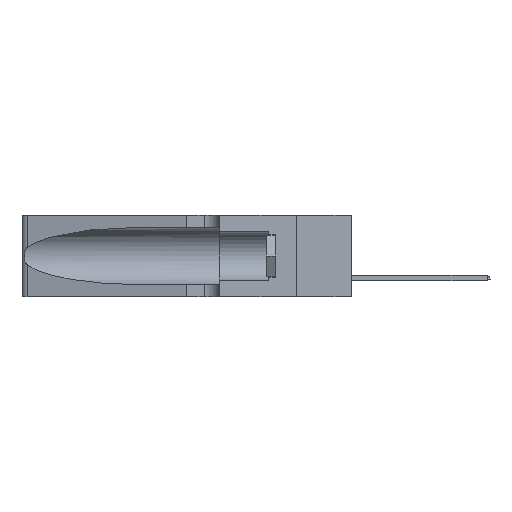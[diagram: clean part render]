
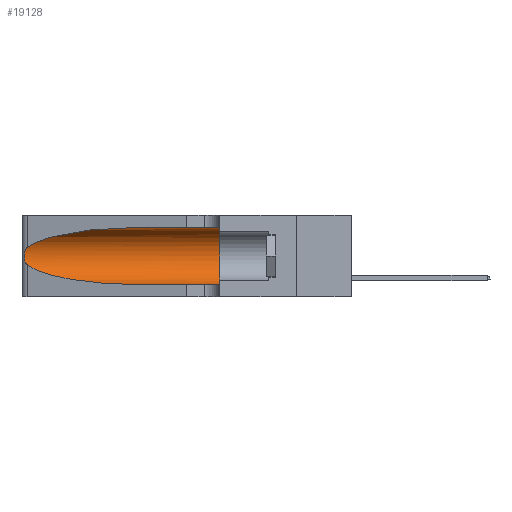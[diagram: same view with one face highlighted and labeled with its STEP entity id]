
A CAD part, left-side view. The second image highlights one B-rep face of the part: STEP entity #19128.
In plain terms, the highlighted cylindrical face has radius 3.308 mm (diameter 6.617 mm), a partial arc.
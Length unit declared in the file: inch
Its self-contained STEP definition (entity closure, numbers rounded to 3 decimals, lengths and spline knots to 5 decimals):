
#882 = CARTESIAN_POINT ( 'NONE',  ( 0.26075, 1.23896, 0.178 ) ) ;
#1824 = CARTESIAN_POINT ( 'NONE',  ( 0.25487, 1.22718, 0.22369 ) ) ;
#1838 = EDGE_CURVE ( 'NONE', #13806, #3373, #4079, .T. ) ;
#2067 = CARTESIAN_POINT ( 'NONE',  ( 0.1305, 0.72297, 0.31525 ) ) ;
#3012 = CARTESIAN_POINT ( 'NONE',  ( 0.25487, 1.22718, 0.22369 ) ) ;
#3102 = CARTESIAN_POINT ( 'NONE',  ( 0.25555, 1.22994, 0.2215 ) ) ;
#3351 = DIRECTION ( 'NONE',  ( 0., -1., 0. ) ) ;
#3373 = VERTEX_POINT ( 'NONE', #20245 ) ;
#3986 = CARTESIAN_POINT ( 'NONE',  ( 0.18966, 0.96281, 0.31525 ) ) ;
#4079 = LINE ( 'NONE', #20723, #4981 ) ;
#4557 = EDGE_CURVE ( 'NONE', #21212, #3373, #21323, .T. ) ;
#4755 = CARTESIAN_POINT ( 'NONE',  ( 0.1305, 0.35, 0.31525 ) ) ;
#4954 = CARTESIAN_POINT ( 'NONE',  ( 0.25854, 1.2359, 0.20912 ) ) ;
#4981 = VECTOR ( 'NONE', #3351, 39.37008 ) ;
#5047 = CARTESIAN_POINT ( 'NONE',  ( 0.25789, 1.23486, 0.15765 ) ) ;
#5056 = EDGE_CURVE ( 'NONE', #15664, #13806, #13287, .T. ) ;
#5568 = CARTESIAN_POINT ( 'NONE',  ( 0.2373, 1.15595, 0.08982 ) ) ;
#6607 = CARTESIAN_POINT ( 'NONE',  ( 0.1305, 1.61858, 0.31525 ) ) ;
#6785 = ORIENTED_EDGE ( 'NONE', *, *, #4557, .F. ) ;
#7833 = ORIENTED_EDGE ( 'NONE', *, *, #5056, .T. ) ;
#8472 = FACE_OUTER_BOUND ( 'NONE', #13497, .T. ) ;
#8654 = CARTESIAN_POINT ( 'NONE',  ( 0.26075, 1.23896, 0.19203 ) ) ;
#8745 = CARTESIAN_POINT ( 'NONE',  ( 0.25856, 1.23593, 0.16098 ) ) ;
#9436 = CARTESIAN_POINT ( 'NONE',  ( 0.25487, 1.22718, 0.14631 ) ) ;
#10573 = ORIENTED_EDGE ( 'NONE', *, *, #21010, .T. ) ;
#10933 = LINE ( 'NONE', #6607, #23703 ) ;
#11484 = AXIS2_PLACEMENT_3D ( 'NONE', #15635, #25127, #11725 ) ;
#11564 = VERTEX_POINT ( 'NONE', #18852 ) ;
#11725 = DIRECTION ( 'NONE',  ( 0., 0., 1. ) ) ;
#11836 = AXIS2_PLACEMENT_3D ( 'NONE', #23668, #11990, #23413 ) ;
#11990 = DIRECTION ( 'NONE',  ( 0., -1., 0. ) ) ;
#12449 = CARTESIAN_POINT ( 'NONE',  ( 0.26018, 1.23835, 0.19895 ) ) ;
#12668 = CARTESIAN_POINT ( 'NONE',  ( 0.25487, 1.22718, 0.22369 ) ) ;
#13287 =( BOUNDED_CURVE ( )  B_SPLINE_CURVE ( 3, ( #15101, #5568, #23034, #19101 ),
 .UNSPECIFIED., .F., .T. ) 
 B_SPLINE_CURVE_WITH_KNOTS ( ( 4, 4 ),
 ( 3.44316, 4.71239 ),
 .UNSPECIFIED. ) 
 CURVE ( )  GEOMETRIC_REPRESENTATION_ITEM ( )  RATIONAL_B_SPLINE_CURVE ( ( 1., 0.87, 0.87, 1. ) ) 
 REPRESENTATION_ITEM ( '' )  );
#13497 = EDGE_LOOP ( 'NONE', ( #25010, #10573, #7833, #23043, #6785, #14485 ) ) ;
#13631 = EDGE_CURVE ( 'NONE', #11564, #21212, #10933, .T. ) ;
#13806 = VERTEX_POINT ( 'NONE', #24734 ) ;
#14367 = B_SPLINE_CURVE_WITH_KNOTS ( 'NONE', 3,
 ( #3012, #3102, #20560, #20646, #4954, #12449, #8654, #882, #16618, #8745, #5047, #16707, #22506, #22235 ),
 .UNSPECIFIED., .F., .F.,
 ( 4, 2, 2, 2, 2, 2, 4 ),
 ( 0., 0.00027, 0.00053, 0.00107, 0.0016, 0.00187, 0.00214 ),
 .UNSPECIFIED. ) ;
#14485 = ORIENTED_EDGE ( 'NONE', *, *, #13631, .F. ) ;
#15101 = CARTESIAN_POINT ( 'NONE',  ( 0.25487, 1.22718, 0.14631 ) ) ;
#15635 = CARTESIAN_POINT ( 'NONE',  ( 0.1305, 0.35, 0.185 ) ) ;
#15664 = VERTEX_POINT ( 'NONE', #9436 ) ;
#16368 = CYLINDRICAL_SURFACE ( 'NONE', #11836, 0.13025 ) ;
#16618 = CARTESIAN_POINT ( 'NONE',  ( 0.26017, 1.23833, 0.17102 ) ) ;
#16707 = CARTESIAN_POINT ( 'NONE',  ( 0.25639, 1.23186, 0.15144 ) ) ;
#18594 = VERTEX_POINT ( 'NONE', #12668 ) ;
#18852 = CARTESIAN_POINT ( 'NONE',  ( 0.1305, 0.72297, 0.31525 ) ) ;
#18904 =( BOUNDED_CURVE ( )  B_SPLINE_CURVE ( 3, ( #2067, #3986, #25071, #1824 ),
 .UNSPECIFIED., .F., .F. ) 
 B_SPLINE_CURVE_WITH_KNOTS ( ( 4, 4 ),
 ( 1.5708, 2.84003 ),
 .UNSPECIFIED. ) 
 CURVE ( )  GEOMETRIC_REPRESENTATION_ITEM ( )  RATIONAL_B_SPLINE_CURVE ( ( 1., 0.87, 0.87, 1. ) ) 
 REPRESENTATION_ITEM ( '' )  );
#19101 = CARTESIAN_POINT ( 'NONE',  ( 0.1305, 0.72297, 0.05475 ) ) ;
#19128 = ADVANCED_FACE ( 'NONE', ( #8472 ), #16368, .F. ) ;
#19524 = EDGE_CURVE ( 'NONE', #11564, #18594, #18904, .T. ) ;
#20191 = DIRECTION ( 'NONE',  ( 0., -1., 0. ) ) ;
#20245 = CARTESIAN_POINT ( 'NONE',  ( 0.1305, 0.35, 0.05475 ) ) ;
#20560 = CARTESIAN_POINT ( 'NONE',  ( 0.25639, 1.23184, 0.21858 ) ) ;
#20646 = CARTESIAN_POINT ( 'NONE',  ( 0.25787, 1.23484, 0.2124 ) ) ;
#20723 = CARTESIAN_POINT ( 'NONE',  ( 0.1305, 1.61858, 0.05475 ) ) ;
#21010 = EDGE_CURVE ( 'NONE', #18594, #15664, #14367, .T. ) ;
#21212 = VERTEX_POINT ( 'NONE', #4755 ) ;
#21323 = CIRCLE ( 'NONE', #11484, 0.13025 ) ;
#22235 = CARTESIAN_POINT ( 'NONE',  ( 0.25487, 1.22718, 0.14631 ) ) ;
#22506 = CARTESIAN_POINT ( 'NONE',  ( 0.25555, 1.22993, 0.14849 ) ) ;
#23034 = CARTESIAN_POINT ( 'NONE',  ( 0.18966, 0.96281, 0.05475 ) ) ;
#23043 = ORIENTED_EDGE ( 'NONE', *, *, #1838, .T. ) ;
#23413 = DIRECTION ( 'NONE',  ( 0., 0., -1. ) ) ;
#23668 = CARTESIAN_POINT ( 'NONE',  ( 0.1305, 1.61858, 0.185 ) ) ;
#23703 = VECTOR ( 'NONE', #20191, 39.37008 ) ;
#24734 = CARTESIAN_POINT ( 'NONE',  ( 0.1305, 0.72297, 0.05475 ) ) ;
#25010 = ORIENTED_EDGE ( 'NONE', *, *, #19524, .T. ) ;
#25071 = CARTESIAN_POINT ( 'NONE',  ( 0.2373, 1.15595, 0.28018 ) ) ;
#25127 = DIRECTION ( 'NONE',  ( 0., 1., 0. ) ) ;
